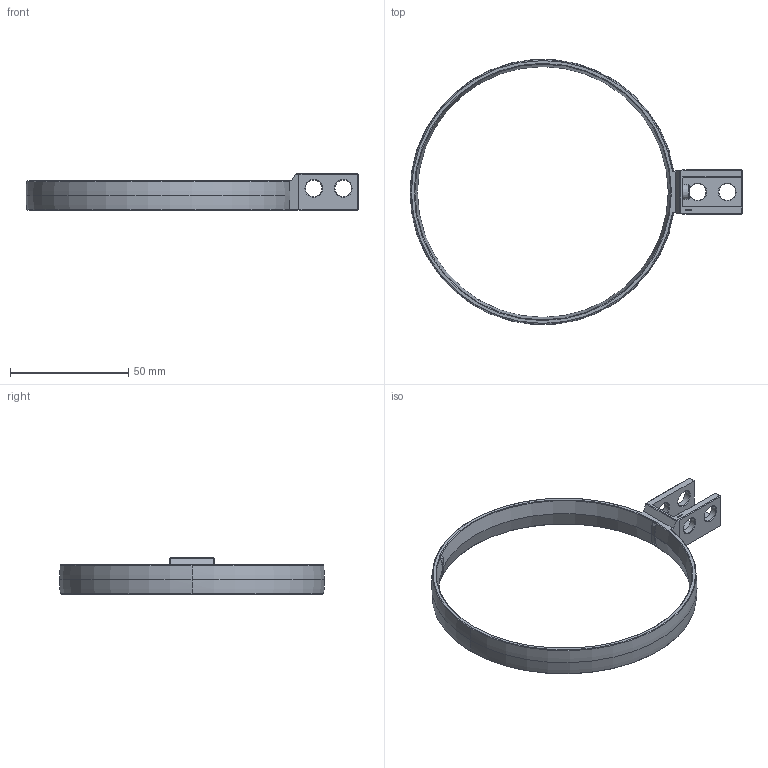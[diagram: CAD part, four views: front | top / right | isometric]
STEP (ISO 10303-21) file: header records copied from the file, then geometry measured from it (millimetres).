
FILE_DESCRIPTION(('FreeCAD Model'),'2;1');
FILE_NAME('Open CASCADE Shape Model','2023-11-13T00:59:28',(''),(''), 'Open CASCADE STEP processor 7.6','FreeCAD','Unknown');
FILE_SCHEMA(('AUTOMOTIVE_DESIGN { 1 0 10303 214 1 1 1 1 }'));
Length unit declared in the file: millimetre
Products named in the file (1): Holder Loop Sphere INR-DIA BU08.50x02.00x01.50x01.25 - SPN-HLD-0034 
(stemfie.org)
Bounding box: 140.62 x 112.16 x 15.62 mm (x, y, z)
Volume: 14132.2 mm3; surface area: 12323.7 mm2
Topology: 1 solids, 1 shells, 551 faces, 1506 edges, 990 vertices
Faces by surface type: plane 373, extrusion 146, cone 22, cylinder 6, revolution 4
Full cylindrical faces by diameter (mm): 7 x6
Entity records: 37236 total; most frequent: CARTESIAN_POINT 7852, DIRECTION 4920, VECTOR 3891, LINE 3745, ORIENTED_EDGE 3012, PCURVE 3012, DEFINITIONAL_REPRESENTATION 3012, EDGE_CURVE 1506
